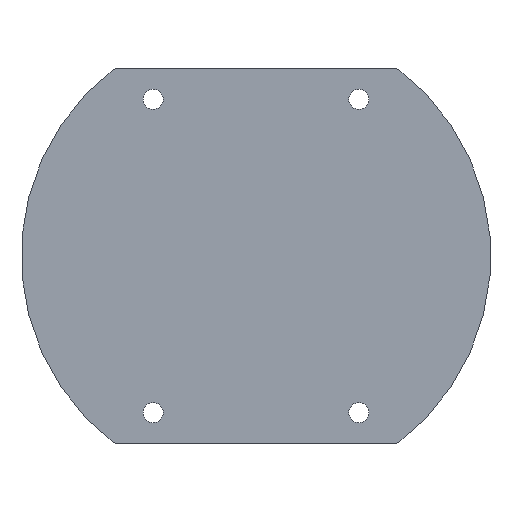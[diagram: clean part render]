
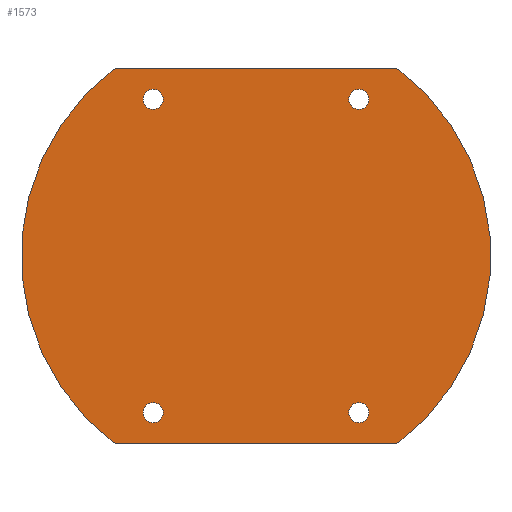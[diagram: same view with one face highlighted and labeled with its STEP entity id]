
A CAD part, front view. The second image highlights one B-rep face of the part: STEP entity #1573.
In plain terms, the highlighted planar face has unit normal (0, -1, 0).
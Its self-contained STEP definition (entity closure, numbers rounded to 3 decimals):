
#52=FACE_BOUND('',#260,.T.);
#53=FACE_BOUND('',#261,.T.);
#54=FACE_BOUND('',#262,.T.);
#55=FACE_BOUND('',#263,.T.);
#74=CIRCLE('',#1674,2.248);
#75=CIRCLE('',#1676,2.248);
#76=CIRCLE('',#1678,2.248);
#77=CIRCLE('',#1680,2.248);
#78=CIRCLE('',#1683,52.5);
#79=CIRCLE('',#1684,52.5);
#159=FACE_OUTER_BOUND('',#259,.T.);
#259=EDGE_LOOP('',(#1403,#1404,#1405,#1406));
#260=EDGE_LOOP('',(#1407));
#261=EDGE_LOOP('',(#1408));
#262=EDGE_LOOP('',(#1409));
#263=EDGE_LOOP('',(#1410));
#450=LINE('',#2531,#638);
#452=LINE('',#2537,#640);
#638=VECTOR('',#2081,63.);
#640=VECTOR('',#2087,63.);
#779=VERTEX_POINT('',#2516);
#780=VERTEX_POINT('',#2519);
#781=VERTEX_POINT('',#2522);
#782=VERTEX_POINT('',#2525);
#783=VERTEX_POINT('',#2528);
#784=VERTEX_POINT('',#2530);
#785=VERTEX_POINT('',#2534);
#786=VERTEX_POINT('',#2536);
#987=EDGE_CURVE('',#779,#779,#74,.T.);
#988=EDGE_CURVE('',#780,#780,#75,.T.);
#989=EDGE_CURVE('',#781,#781,#76,.T.);
#990=EDGE_CURVE('',#782,#782,#77,.T.);
#992=EDGE_CURVE('',#784,#783,#450,.T.);
#994=EDGE_CURVE('',#785,#783,#78,.T.);
#995=EDGE_CURVE('',#785,#786,#452,.T.);
#996=EDGE_CURVE('',#784,#786,#79,.T.);
#1403=ORIENTED_EDGE('',*,*,#994,.F.);
#1404=ORIENTED_EDGE('',*,*,#995,.T.);
#1405=ORIENTED_EDGE('',*,*,#996,.F.);
#1406=ORIENTED_EDGE('',*,*,#992,.T.);
#1407=ORIENTED_EDGE('',*,*,#987,.T.);
#1408=ORIENTED_EDGE('',*,*,#988,.T.);
#1409=ORIENTED_EDGE('',*,*,#989,.T.);
#1410=ORIENTED_EDGE('',*,*,#990,.T.);
#1492=PLANE('',#1682);
#1573=ADVANCED_FACE('',(#159,#52,#53,#54,#55),#1492,.F.);
#1674=AXIS2_PLACEMENT_3D('',#2517,#2064,#2065);
#1676=AXIS2_PLACEMENT_3D('',#2520,#2068,#2069);
#1678=AXIS2_PLACEMENT_3D('',#2523,#2072,#2073);
#1680=AXIS2_PLACEMENT_3D('',#2526,#2076,#2077);
#1682=AXIS2_PLACEMENT_3D('',#2533,#2083,#2084);
#1683=AXIS2_PLACEMENT_3D('',#2535,#2085,#2086);
#1684=AXIS2_PLACEMENT_3D('',#2538,#2088,#2089);
#2064=DIRECTION('center_axis',(0.,1.,0.));
#2065=DIRECTION('ref_axis',(0.,0.,1.));
#2068=DIRECTION('center_axis',(0.,1.,0.));
#2069=DIRECTION('ref_axis',(0.,0.,1.));
#2072=DIRECTION('center_axis',(0.,1.,0.));
#2073=DIRECTION('ref_axis',(0.,0.,1.));
#2076=DIRECTION('center_axis',(0.,1.,0.));
#2077=DIRECTION('ref_axis',(0.,0.,1.));
#2081=DIRECTION('',(1.,0.,0.));
#2083=DIRECTION('center_axis',(0.,1.,0.));
#2084=DIRECTION('ref_axis',(0.,0.,1.));
#2085=DIRECTION('center_axis',(0.,1.,0.));
#2086=DIRECTION('ref_axis',(0.,0.,1.));
#2087=DIRECTION('',(-1.,0.,0.));
#2088=DIRECTION('center_axis',(0.,1.,0.));
#2089=DIRECTION('ref_axis',(0.,0.,1.));
#2516=CARTESIAN_POINT('',(-23.,0.,-32.752));
#2517=CARTESIAN_POINT('Origin',(-23.,0.,-35.));
#2519=CARTESIAN_POINT('',(23.,0.,-32.752));
#2520=CARTESIAN_POINT('Origin',(23.,0.,-35.));
#2522=CARTESIAN_POINT('',(23.,0.,37.248));
#2523=CARTESIAN_POINT('Origin',(23.,0.,35.));
#2525=CARTESIAN_POINT('',(-23.,0.,37.248));
#2526=CARTESIAN_POINT('Origin',(-23.,0.,35.));
#2528=CARTESIAN_POINT('',(31.5,0.,-42.));
#2530=CARTESIAN_POINT('',(-31.5,0.,-42.));
#2531=CARTESIAN_POINT('',(-31.5,0.,-42.));
#2533=CARTESIAN_POINT('Origin',(0.,0.,0.));
#2534=CARTESIAN_POINT('',(31.5,0.,42.));
#2535=CARTESIAN_POINT('Origin',(0.,0.,0.));
#2536=CARTESIAN_POINT('',(-31.5,0.,42.));
#2537=CARTESIAN_POINT('',(31.5,0.,42.));
#2538=CARTESIAN_POINT('Origin',(0.,0.,0.));
